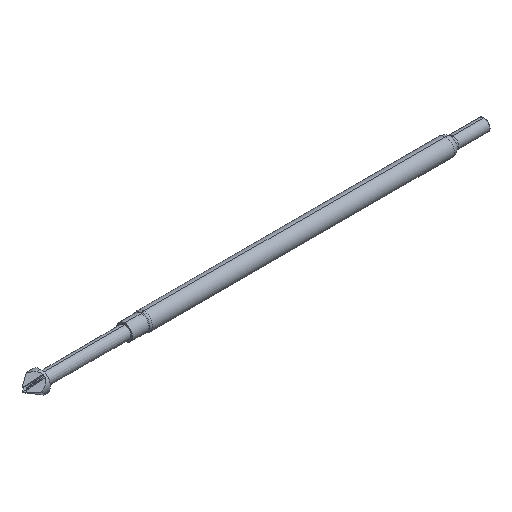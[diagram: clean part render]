
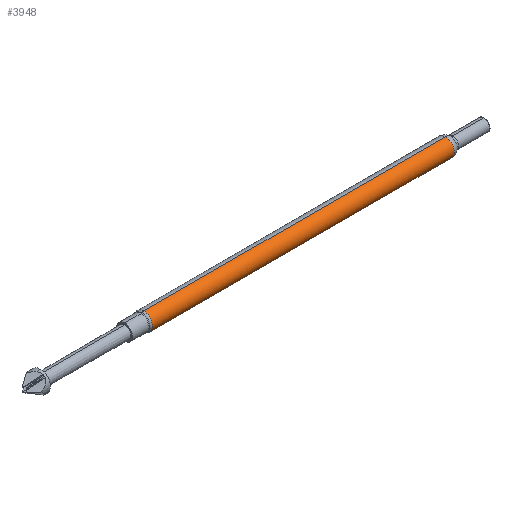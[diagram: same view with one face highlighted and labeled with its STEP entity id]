
A CAD part, isometric view. The second image highlights one B-rep face of the part: STEP entity #3948.
In plain terms, the highlighted cylindrical face has radius 0.683 mm (diameter 1.367 mm), a partial arc.
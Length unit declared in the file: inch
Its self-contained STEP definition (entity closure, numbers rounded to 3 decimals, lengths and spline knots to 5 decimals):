
#181 = VECTOR ( 'NONE', #6372, 39.37008 ) ;
#397 = DIRECTION ( 'NONE',  ( 0., 0., -1. ) ) ;
#402 = ORIENTED_EDGE ( 'NONE', *, *, #1629, .T. ) ;
#1024 = LINE ( 'NONE', #2087, #181 ) ;
#1201 = ORIENTED_EDGE ( 'NONE', *, *, #1540, .F. ) ;
#1220 = DIRECTION ( 'NONE',  ( 0., 0., 1. ) ) ;
#1540 = EDGE_CURVE ( 'NONE', #3379, #2806, #4808, .T. ) ;
#1585 = ORIENTED_EDGE ( 'NONE', *, *, #3826, .T. ) ;
#1629 = EDGE_CURVE ( 'NONE', #3379, #6800, #5366, .T. ) ;
#1647 = CARTESIAN_POINT ( 'NONE',  ( 0., 0., -0.0269 ) ) ;
#1817 = DIRECTION ( 'NONE',  ( -1., 0., 0. ) ) ;
#1987 = EDGE_LOOP ( 'NONE', ( #1201, #402, #1585, #3798 ) ) ;
#2087 = CARTESIAN_POINT ( 'NONE',  ( 0., 0., 0.0269 ) ) ;
#2097 = AXIS2_PLACEMENT_3D ( 'NONE', #3853, #5416, #5979 ) ;
#2576 = CIRCLE ( 'NONE', #3025, 0.0269 ) ;
#2806 = VERTEX_POINT ( 'NONE', #5002 ) ;
#2906 = CYLINDRICAL_SURFACE ( 'NONE', #2097, 0.0269 ) ;
#3025 = AXIS2_PLACEMENT_3D ( 'NONE', #3685, #3156, #397 ) ;
#3156 = DIRECTION ( 'NONE',  ( 1., 0., 0. ) ) ;
#3201 = VERTEX_POINT ( 'NONE', #5483 ) ;
#3379 = VERTEX_POINT ( 'NONE', #5181 ) ;
#3685 = CARTESIAN_POINT ( 'NONE',  ( 0.05807, 0., 0. ) ) ;
#3798 = ORIENTED_EDGE ( 'NONE', *, *, #4455, .T. ) ;
#3826 = EDGE_CURVE ( 'NONE', #6800, #3201, #1024, .T. ) ;
#3853 = CARTESIAN_POINT ( 'NONE',  ( 0., 0., 0. ) ) ;
#3948 = ADVANCED_FACE ( 'NONE', ( #4364 ), #2906, .T. ) ;
#4362 = AXIS2_PLACEMENT_3D ( 'NONE', #6632, #1817, #1220 ) ;
#4364 = FACE_OUTER_BOUND ( 'NONE', #1987, .T. ) ;
#4455 = EDGE_CURVE ( 'NONE', #3201, #2806, #2576, .T. ) ;
#4808 = LINE ( 'NONE', #1647, #5062 ) ;
#5002 = CARTESIAN_POINT ( 'NONE',  ( 0.05807, 0., -0.0269 ) ) ;
#5062 = VECTOR ( 'NONE', #6494, 39.37008 ) ;
#5181 = CARTESIAN_POINT ( 'NONE',  ( 0.98, 0., -0.0269 ) ) ;
#5366 = CIRCLE ( 'NONE', #4362, 0.0269 ) ;
#5416 = DIRECTION ( 'NONE',  ( -1., 0., 0. ) ) ;
#5483 = CARTESIAN_POINT ( 'NONE',  ( 0.05807, 0., 0.0269 ) ) ;
#5979 = DIRECTION ( 'NONE',  ( 0., 0., 1. ) ) ;
#6372 = DIRECTION ( 'NONE',  ( -1., 0., 0. ) ) ;
#6494 = DIRECTION ( 'NONE',  ( -1., 0., 0. ) ) ;
#6632 = CARTESIAN_POINT ( 'NONE',  ( 0.98, 0., 0. ) ) ;
#6745 = CARTESIAN_POINT ( 'NONE',  ( 0.98, 0., 0.0269 ) ) ;
#6800 = VERTEX_POINT ( 'NONE', #6745 ) ;
